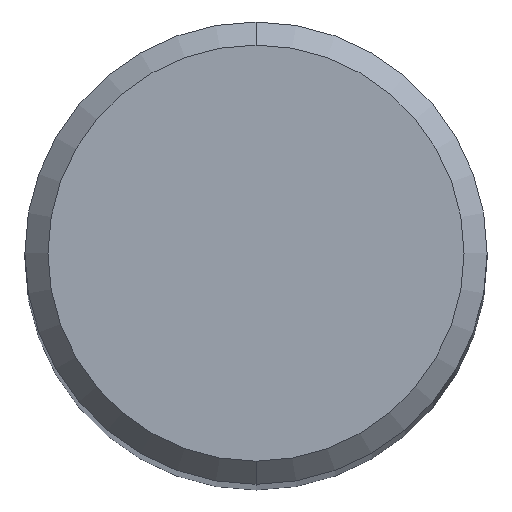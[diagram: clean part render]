
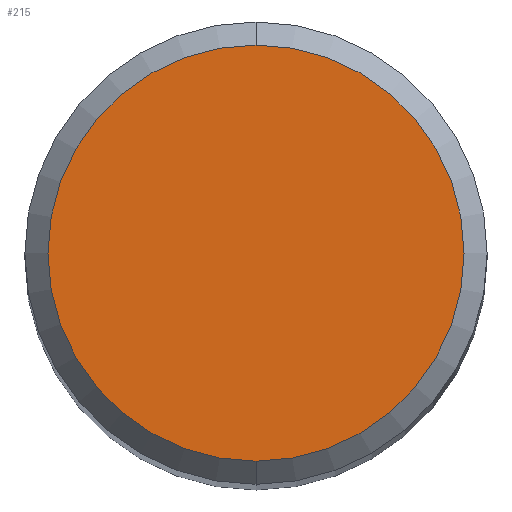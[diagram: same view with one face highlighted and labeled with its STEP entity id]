
A CAD part, top view. The second image highlights one B-rep face of the part: STEP entity #215.
In plain terms, the highlighted planar face has unit normal (0, 0, 1).
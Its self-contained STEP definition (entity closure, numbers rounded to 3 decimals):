
#185=EDGE_CURVE('',#243,#359,#478,.T.);
#215=ADVANCED_FACE('',(#510),#511,.T.);
#243=VERTEX_POINT('',#542);
#323=EDGE_CURVE('',#359,#243,#634,.T.);
#359=VERTEX_POINT('',#672);
#478=CIRCLE('',#822,3.6);
#510=FACE_OUTER_BOUND('',#882,.T.);
#511=PLANE('',#883);
#542=CARTESIAN_POINT('',(0.,-3.6,55.441));
#634=CIRCLE('',#1132,3.6);
#672=CARTESIAN_POINT('',(0.0,3.6,55.441));
#822=AXIS2_PLACEMENT_3D('',#1434,#1435,#1436);
#882=EDGE_LOOP('',(#1465,#1466));
#883=AXIS2_PLACEMENT_3D('',#1467,#1468,#1469);
#1132=AXIS2_PLACEMENT_3D('',#1625,#1626,#1627);
#1434=CARTESIAN_POINT('',(0.0,0.0,55.441));
#1435=DIRECTION('',(0.0,0.0,-1.0));
#1436=DIRECTION('',(0.0,1.0,0.0));
#1465=ORIENTED_EDGE('',*,*,#323,.F.);
#1466=ORIENTED_EDGE('',*,*,#185,.F.);
#1467=CARTESIAN_POINT('',(0.0,1.8,55.441));
#1468=DIRECTION('',(-0.0,0.0,1.0));
#1469=DIRECTION('',(0.0,-1.0,0.0));
#1625=CARTESIAN_POINT('',(0.0,0.0,55.441));
#1626=DIRECTION('',(0.0,0.0,-1.0));
#1627=DIRECTION('',(0.0,1.0,0.0));
